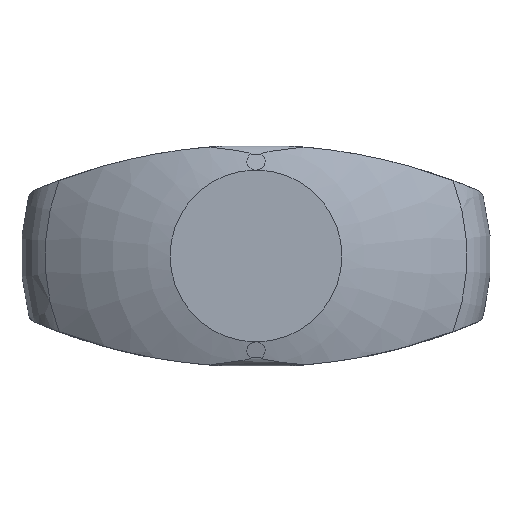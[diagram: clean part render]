
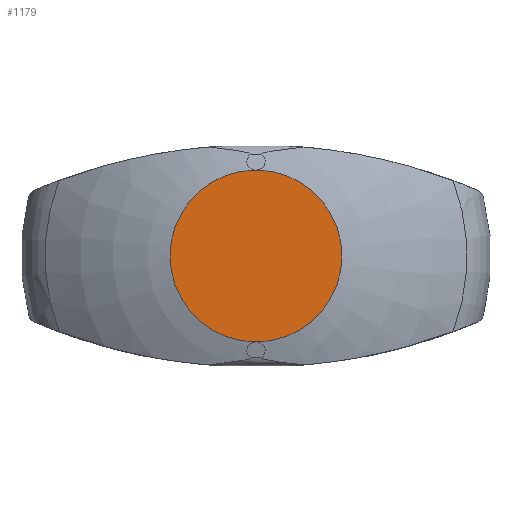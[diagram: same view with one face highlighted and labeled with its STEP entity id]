
A CAD part, top view. The second image highlights one B-rep face of the part: STEP entity #1179.
In plain terms, the highlighted planar face has unit normal (0, 0, 1).
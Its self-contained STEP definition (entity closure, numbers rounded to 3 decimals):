
#555=VERTEX_POINT('',#1577);
#853=EDGE_CURVE('',#1353,#919,#1906,.T.);
#887=EDGE_CURVE('',#1097,#555,#1942,.T.);
#919=VERTEX_POINT('',#1975);
#1097=VERTEX_POINT('',#2175);
#1179=ADVANCED_FACE('',(#2263),#2264,.F.);
#1273=EDGE_CURVE('',#1097,#919,#2365,.T.);
#1353=VERTEX_POINT('',#2448);
#1443=EDGE_CURVE('',#555,#1353,#2547,.T.);
#1577=CARTESIAN_POINT('',(-0.043,7.5,34.8));
#1906=CIRCLE('',#3549,7.5);
#1942=CIRCLE('',#3696,7.5);
#1975=CARTESIAN_POINT('',(0.043,-7.5,34.8));
#2175=CARTESIAN_POINT('',(-0.043,-7.5,34.8));
#2263=FACE_OUTER_BOUND('',#4974,.T.);
#2264=PLANE('',#4975);
#2365=LINE('',#5316,#5317);
#2448=CARTESIAN_POINT('',(0.043,7.5,34.8));
#2547=LINE('',#6033,#6034);
#3549=AXIS2_PLACEMENT_3D('',#6737,#6738,#6739);
#3696=AXIS2_PLACEMENT_3D('',#6775,#6776,#6777);
#4974=EDGE_LOOP('',(#7133,#7134,#7135,#7136));
#4975=AXIS2_PLACEMENT_3D('',#7137,#7138,#7139);
#5316=CARTESIAN_POINT('',(-30.0,-7.5,34.8));
#5317=VECTOR('',#7234,1.0);
#6033=CARTESIAN_POINT('',(-30.0,7.5,34.8));
#6034=VECTOR('',#7394,1.0);
#6737=CARTESIAN_POINT('',(0.,0.,34.8));
#6738=DIRECTION('',(0.,0.,-1.0));
#6739=DIRECTION('',(-1.0,0.,0.));
#6775=CARTESIAN_POINT('',(0.,0.,34.8));
#6776=DIRECTION('',(0.,0.,-1.0));
#6777=DIRECTION('',(-1.0,0.,0.));
#7133=ORIENTED_EDGE('',*,*,#853,.F.);
#7134=ORIENTED_EDGE('',*,*,#1443,.F.);
#7135=ORIENTED_EDGE('',*,*,#887,.F.);
#7136=ORIENTED_EDGE('',*,*,#1273,.T.);
#7137=CARTESIAN_POINT('',(-30.0,7.5,34.8));
#7138=DIRECTION('',(0.,0.,-1.0));
#7139=DIRECTION('',(0.,1.0,0.0));
#7234=DIRECTION('',(1.0,0.,0.));
#7394=DIRECTION('',(1.0,0.,0.));
